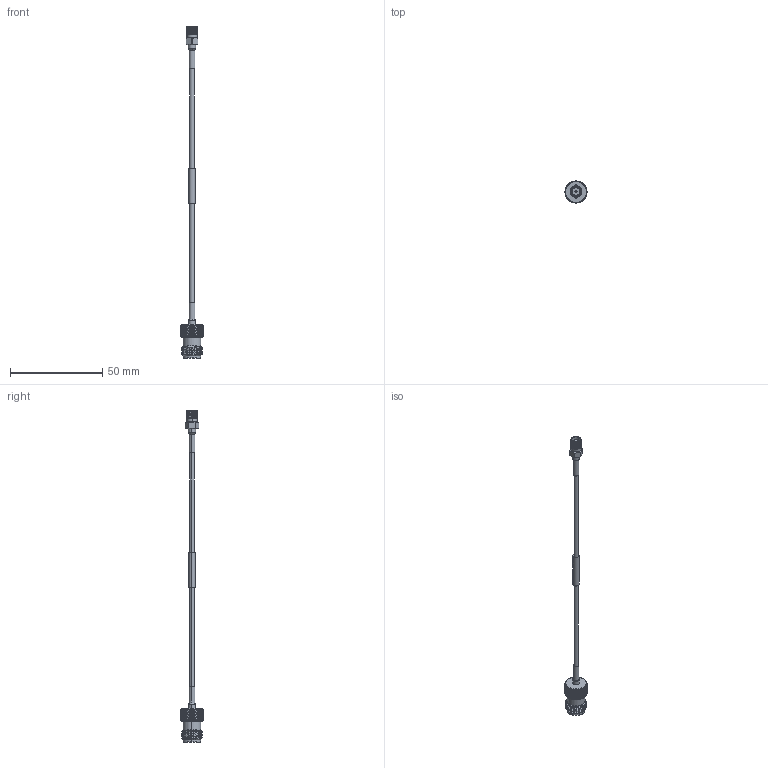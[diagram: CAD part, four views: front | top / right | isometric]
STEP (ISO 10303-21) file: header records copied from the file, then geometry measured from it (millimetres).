
FILE_DESCRIPTION (( 'STEP AP214' ), '1' );
FILE_NAME ('LCCA30630.step', '2020-05-06T20:34:37', ( '' ), ( '' ), 'SwSTEP 2.0', 'SolidWorks 2018', '' );
FILE_SCHEMA (( 'AUTOMOTIVE_DESIGN' ));
Length unit declared in the file: inch
Products named in the file (5): LCCN3046^LCCA30630_Heat Shrink; LCCN3062^LCCA30630_Heat Shrink; LCCA30630; LC085TBJ^LCCA30630; Label^LCCA30630
Assembly tree (4 placements, depth 2):
  LCCA30630
    LC085TBJ^LCCA30630
    Label^LCCA30630
    LCCN3046^LCCA30630_Heat Shrink
    LCCN3062^LCCA30630_Heat Shrink
Bounding box: 11.99 x 11.99 x 180.37 mm (x, y, z)
Volume: 2698.4 mm3; surface area: 3271.4 mm2
Topology: 4 solids, 5 shells, 1768 faces, 3799 edges, 2052 vertices
Faces by surface type: bspline 1290, cylinder 392, plane 51, cone 33, torus 2
Entity records: 64630 total; most frequent: CARTESIAN_POINT 40608, ORIENTED_EDGE 7598, EDGE_CURVE 3799, VERTEX_POINT 2052, EDGE_LOOP 1779, ADVANCED_FACE 1768, FACE_OUTER_BOUND 1768, DIRECTION 1637
